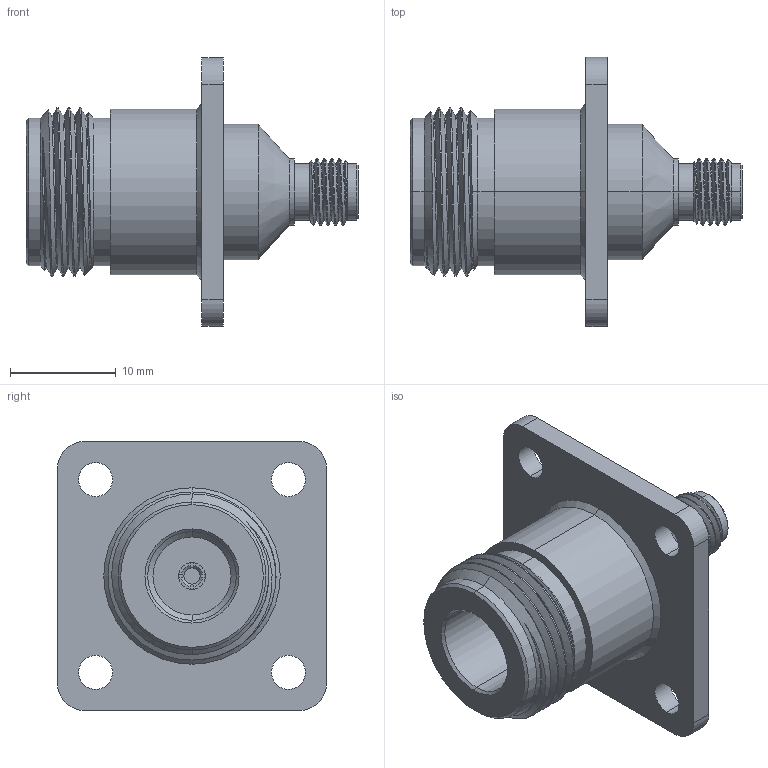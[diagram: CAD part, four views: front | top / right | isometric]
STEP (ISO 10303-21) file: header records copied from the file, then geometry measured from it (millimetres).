
FILE_DESCRIPTION (( 'STEP AP203' ), '1' );
FILE_NAME ('PE9104.step', '2018-04-30T22:29:55', ( '' ), ( '' ), 'SwSTEP 2.0', 'SolidWorks 2017', '' );
FILE_SCHEMA (( 'CONFIG_CONTROL_DESIGN' ));
Length unit declared in the file: inch
Products named in the file (1): PE9104
Bounding box: 31.35 x 25.4 x 25.4 mm (x, y, z)
Volume: 4419.5 mm3; surface area: 3536.4 mm2
Topology: 2 solids, 3 shells, 145 faces, 351 edges, 224 vertices
Faces by surface type: cylinder 66, plane 38, cone 35, bspline 6
Entity records: 6319 total; most frequent: CARTESIAN_POINT 2888, DIRECTION 707, ORIENTED_EDGE 702, EDGE_CURVE 351, AXIS2_PLACEMENT_3D 285, VERTEX_POINT 224, EDGE_LOOP 169, FACE_OUTER_BOUND 145
